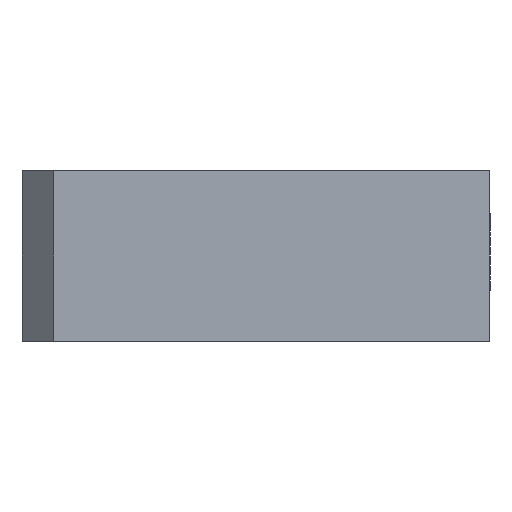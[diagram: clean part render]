
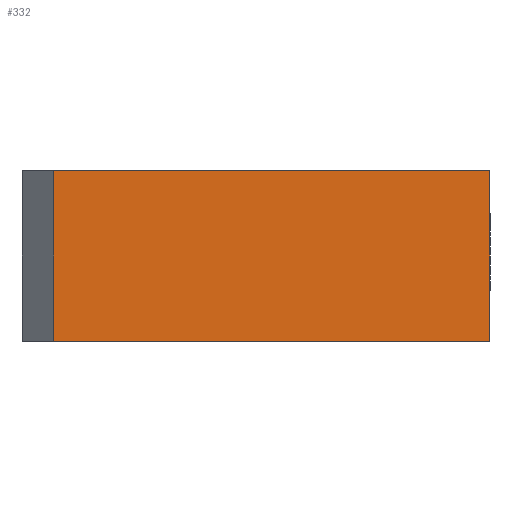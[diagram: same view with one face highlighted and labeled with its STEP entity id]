
A CAD part, left-side view. The second image highlights one B-rep face of the part: STEP entity #332.
In plain terms, the highlighted planar face has unit normal (-1, 0, 0).
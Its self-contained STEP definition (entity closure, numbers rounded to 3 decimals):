
#308 = VERTEX_POINT ( 'NONE', #2132 ) ;
#309 = ORIENTED_EDGE ( 'NONE', *, *, #310, .F. ) ;
#310 = EDGE_CURVE ( 'NONE', #311, #308, #2131, .T. ) ;
#311 = VERTEX_POINT ( 'NONE', #2127 ) ;
#312 = ORIENTED_EDGE ( 'NONE', *, *, #313, .F. ) ;
#313 = EDGE_CURVE ( 'NONE', #314, #311, #2126, .T. ) ;
#314 = VERTEX_POINT ( 'NONE', #2122 ) ;
#315 = ORIENTED_EDGE ( 'NONE', *, *, #316, .T. ) ;
#316 = EDGE_CURVE ( 'NONE', #314, #336, #2121, .T. ) ;
#332 = ADVANCED_FACE ( 'NONE', ( #2153 ), #2151, .F. ) ;
#333 = EDGE_LOOP ( 'NONE', ( #334, #309, #312, #315 ) ) ;
#334 = ORIENTED_EDGE ( 'NONE', *, *, #335, .T. ) ;
#335 = EDGE_CURVE ( 'NONE', #336, #308, #2152, .T. ) ;
#336 = VERTEX_POINT ( 'NONE', #2143 ) ;
#2118 = DIRECTION ( 'NONE',  ( 0., 0., -1. ) ) ;
#2119 = VECTOR ( 'NONE', #2118, 1000. ) ;
#2120 = CARTESIAN_POINT ( 'NONE',  ( 0., 41., 8. ) ) ;
#2121 = LINE ( 'NONE', #2120, #2119 ) ;
#2122 = CARTESIAN_POINT ( 'NONE',  ( 0., 41., 8. ) ) ;
#2123 = DIRECTION ( 'NONE',  ( 0., -1., 0. ) ) ;
#2124 = VECTOR ( 'NONE', #2123, 1000. ) ;
#2125 = CARTESIAN_POINT ( 'NONE',  ( 0., 0., 8. ) ) ;
#2126 = LINE ( 'NONE', #2125, #2124 ) ;
#2127 = CARTESIAN_POINT ( 'NONE',  ( 0., 0., 8. ) ) ;
#2128 = DIRECTION ( 'NONE',  ( 0., 0., -1. ) ) ;
#2129 = VECTOR ( 'NONE', #2128, 1000. ) ;
#2130 = CARTESIAN_POINT ( 'NONE',  ( 0., 0., 8. ) ) ;
#2131 = LINE ( 'NONE', #2130, #2129 ) ;
#2132 = CARTESIAN_POINT ( 'NONE',  ( 0., 0., -8. ) ) ;
#2143 = CARTESIAN_POINT ( 'NONE',  ( 0., 41., -8. ) ) ;
#2144 = DIRECTION ( 'NONE',  ( 0., -1., 0. ) ) ;
#2145 = VECTOR ( 'NONE', #2144, 1000. ) ;
#2146 = CARTESIAN_POINT ( 'NONE',  ( 0., 0., -8. ) ) ;
#2147 = DIRECTION ( 'NONE',  ( 0., 0., -1. ) ) ;
#2148 = DIRECTION ( 'NONE',  ( 1., 0., 0. ) ) ;
#2149 = CARTESIAN_POINT ( 'NONE',  ( 0., 0., 8. ) ) ;
#2150 = AXIS2_PLACEMENT_3D ( 'NONE', #2149, #2148, #2147 ) ;
#2151 = PLANE ( 'NONE',  #2150 ) ;
#2152 = LINE ( 'NONE', #2146, #2145 ) ;
#2153 = FACE_OUTER_BOUND ( 'NONE', #333, .T. ) ;
